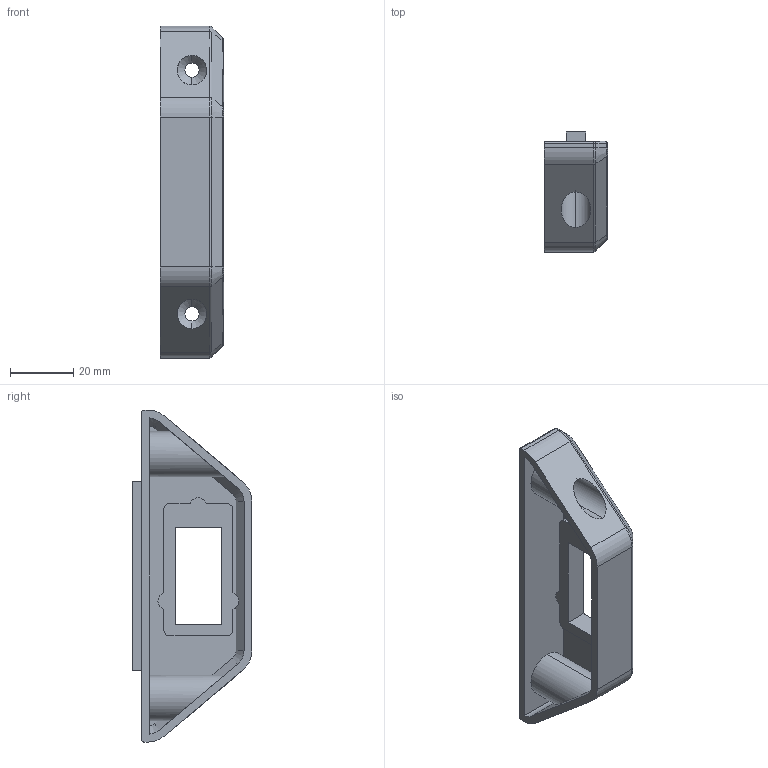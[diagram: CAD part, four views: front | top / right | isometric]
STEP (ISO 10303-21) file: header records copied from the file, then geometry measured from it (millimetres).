
FILE_DESCRIPTION (( 'STEP AP214' ), '1' );
FILE_NAME ('4x4 Solver PRT_309--1-031025 - Clock Mount.STEP', '2025-03-10T20:46:09', ( '' ), ( '' ), 'SwSTEP 2.0', 'SolidWorks 2023', '' );
FILE_SCHEMA (( 'AUTOMOTIVE_DESIGN' ));
Length unit declared in the file: millimetre
Products named in the file (1): 4x4 Solver PRT_309--1-031025 - Clock Mount
Bounding box: 20 x 38 x 105.35 mm (x, y, z)
Volume: 22042.4 mm3; surface area: 17107.3 mm2
Topology: 8 solids, 8 shells, 336 faces, 887 edges, 576 vertices
Faces by surface type: plane 185, bspline 80, cylinder 47, cone 12, torus 12
Entity records: 14674 total; most frequent: CARTESIAN_POINT 6801, ORIENTED_EDGE 1774, DIRECTION 1311, EDGE_CURVE 887, VECTOR 601, LINE 601, VERTEX_POINT 576, EDGE_LOOP 359
